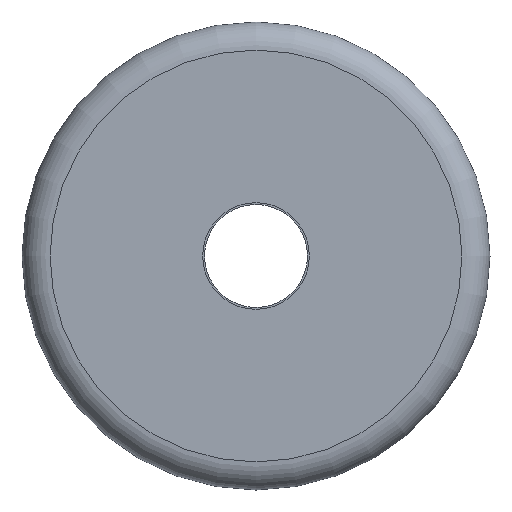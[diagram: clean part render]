
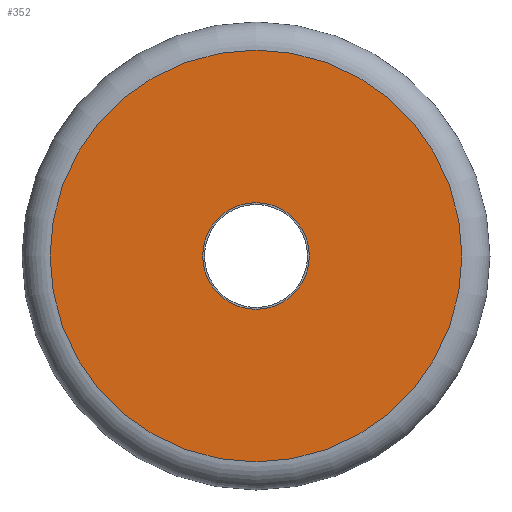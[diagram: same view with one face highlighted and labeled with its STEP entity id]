
A CAD part, front view. The second image highlights one B-rep face of the part: STEP entity #352.
In plain terms, the highlighted planar face has unit normal (0, -1, 0).
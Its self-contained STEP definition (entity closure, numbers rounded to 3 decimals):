
#43=FACE_BOUND('',#103,.T.);
#49=PLANE('',#488);
#83=FACE_OUTER_BOUND('',#102,.T.);
#102=EDGE_LOOP('',(#286,#287));
#103=EDGE_LOOP('',(#288,#289));
#119=CIRCLE('',#465,11.);
#120=CIRCLE('',#466,11.);
#134=CIRCLE('',#486,2.85);
#135=CIRCLE('',#487,2.85);
#160=VERTEX_POINT('',#670);
#161=VERTEX_POINT('',#672);
#173=VERTEX_POINT('',#707);
#174=VERTEX_POINT('',#709);
#198=EDGE_CURVE('',#160,#161,#119,.T.);
#199=EDGE_CURVE('',#161,#160,#120,.T.);
#216=EDGE_CURVE('',#174,#173,#134,.T.);
#217=EDGE_CURVE('',#173,#174,#135,.T.);
#286=ORIENTED_EDGE('',*,*,#199,.F.);
#287=ORIENTED_EDGE('',*,*,#198,.F.);
#288=ORIENTED_EDGE('',*,*,#216,.T.);
#289=ORIENTED_EDGE('',*,*,#217,.T.);
#352=ADVANCED_FACE('',(#83,#43),#49,.T.);
#465=AXIS2_PLACEMENT_3D('',#673,#536,#537);
#466=AXIS2_PLACEMENT_3D('',#674,#538,#539);
#486=AXIS2_PLACEMENT_3D('',#710,#581,#582);
#487=AXIS2_PLACEMENT_3D('',#711,#583,#584);
#488=AXIS2_PLACEMENT_3D('',#712,#585,#586);
#536=DIRECTION('center_axis',(0.,1.,0.));
#537=DIRECTION('ref_axis',(1.,0.,0.));
#538=DIRECTION('center_axis',(0.,1.,0.));
#539=DIRECTION('ref_axis',(1.,0.,0.));
#581=DIRECTION('center_axis',(0.,1.,0.));
#582=DIRECTION('ref_axis',(1.,0.,0.));
#583=DIRECTION('center_axis',(0.,1.,0.));
#584=DIRECTION('ref_axis',(1.,0.,0.));
#585=DIRECTION('center_axis',(0.,-1.,0.));
#586=DIRECTION('ref_axis',(0.,0.,-1.));
#670=CARTESIAN_POINT('',(0.,0.,-11.));
#672=CARTESIAN_POINT('',(-11.,0.,0.));
#673=CARTESIAN_POINT('Origin',(0.,0.,0.));
#674=CARTESIAN_POINT('Origin',(0.,0.,0.));
#707=CARTESIAN_POINT('',(2.85,0.,0.));
#709=CARTESIAN_POINT('',(-2.85,0.,0.));
#710=CARTESIAN_POINT('Origin',(0.,0.,0.));
#711=CARTESIAN_POINT('Origin',(0.,0.,0.));
#712=CARTESIAN_POINT('Origin',(-11.,0.,0.));
